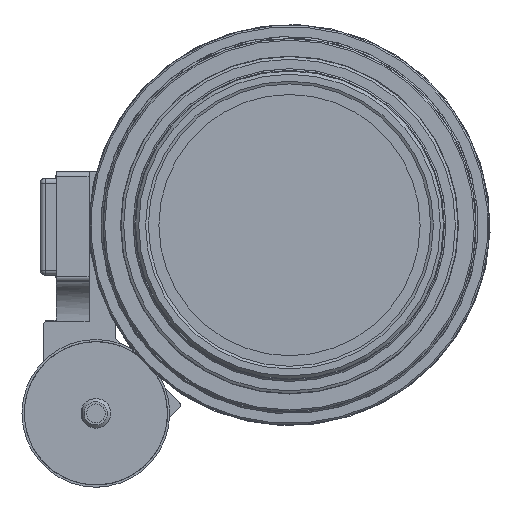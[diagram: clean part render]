
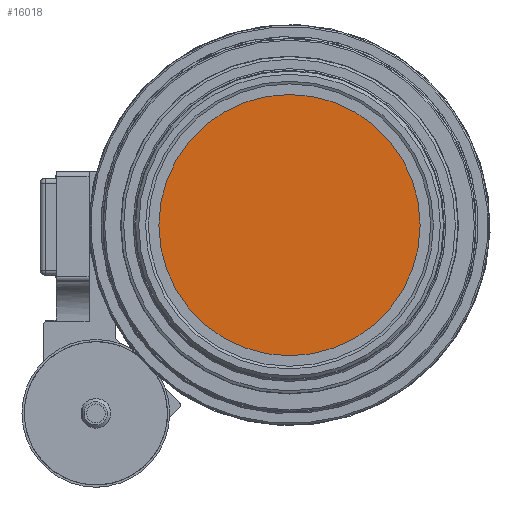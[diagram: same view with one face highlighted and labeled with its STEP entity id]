
A CAD part, left-side view. The second image highlights one B-rep face of the part: STEP entity #16018.
In plain terms, the highlighted planar face has unit normal (1, 0, 0).
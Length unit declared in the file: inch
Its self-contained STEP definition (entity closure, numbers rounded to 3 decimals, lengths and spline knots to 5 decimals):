
#139=FACE_BOUND('',#2056,.T.);
#641=PLANE('',#16971);
#1184=FACE_OUTER_BOUND('',#2055,.T.);
#2055=EDGE_LOOP('',(#10719,#10720));
#2056=EDGE_LOOP('',(#10721,#10722));
#5877=CIRCLE('',#16972,1.1605);
#5878=CIRCLE('',#16973,1.1605);
#5879=CIRCLE('',#16974,1.16);
#5880=CIRCLE('',#16975,1.16);
#6617=VERTEX_POINT('',#23087);
#6618=VERTEX_POINT('',#23088);
#6619=VERTEX_POINT('',#23091);
#6620=VERTEX_POINT('',#23092);
#8233=EDGE_CURVE('',#6617,#6618,#5877,.T.);
#8234=EDGE_CURVE('',#6618,#6617,#5878,.T.);
#8235=EDGE_CURVE('',#6619,#6620,#5879,.T.);
#8236=EDGE_CURVE('',#6620,#6619,#5880,.T.);
#10719=ORIENTED_EDGE('',*,*,#8233,.T.);
#10720=ORIENTED_EDGE('',*,*,#8234,.T.);
#10721=ORIENTED_EDGE('',*,*,#8235,.F.);
#10722=ORIENTED_EDGE('',*,*,#8236,.F.);
#16018=ADVANCED_FACE('',(#1184,#139),#641,.T.);
#16971=AXIS2_PLACEMENT_3D('',#23086,#18671,#18672);
#16972=AXIS2_PLACEMENT_3D('',#23089,#18673,#18674);
#16973=AXIS2_PLACEMENT_3D('',#23090,#18675,#18676);
#16974=AXIS2_PLACEMENT_3D('',#23093,#18677,#18678);
#16975=AXIS2_PLACEMENT_3D('',#23094,#18679,#18680);
#18671=DIRECTION('center_axis',(1.,0.,0.));
#18672=DIRECTION('ref_axis',(0.,0.071,-0.997));
#18673=DIRECTION('center_axis',(1.,0.,0.));
#18674=DIRECTION('ref_axis',(0.,-0.613,-0.79));
#18675=DIRECTION('center_axis',(1.,0.,0.));
#18676=DIRECTION('ref_axis',(0.,-0.613,-0.79));
#18677=DIRECTION('center_axis',(1.,0.,0.));
#18678=DIRECTION('ref_axis',(0.,0.071,-0.997));
#18679=DIRECTION('center_axis',(1.,0.,0.));
#18680=DIRECTION('ref_axis',(0.,0.071,-0.997));
#23086=CARTESIAN_POINT('Origin',(-0.06279,1.15706,0.08253));
#23087=CARTESIAN_POINT('',(-0.06279,-0.71177,-0.91659));
#23088=CARTESIAN_POINT('',(-0.06279,0.71177,0.91659));
#23089=CARTESIAN_POINT('Origin',(-0.06279,0.,
0.));
#23090=CARTESIAN_POINT('Origin',(-0.06279,0.,
0.));
#23091=CARTESIAN_POINT('',(-0.06279,1.15706,0.08253));
#23092=CARTESIAN_POINT('',(-0.06279,-1.15706,-0.08253));
#23093=CARTESIAN_POINT('Origin',(-0.06279,0.,
0.));
#23094=CARTESIAN_POINT('Origin',(-0.06279,0.,
0.));
